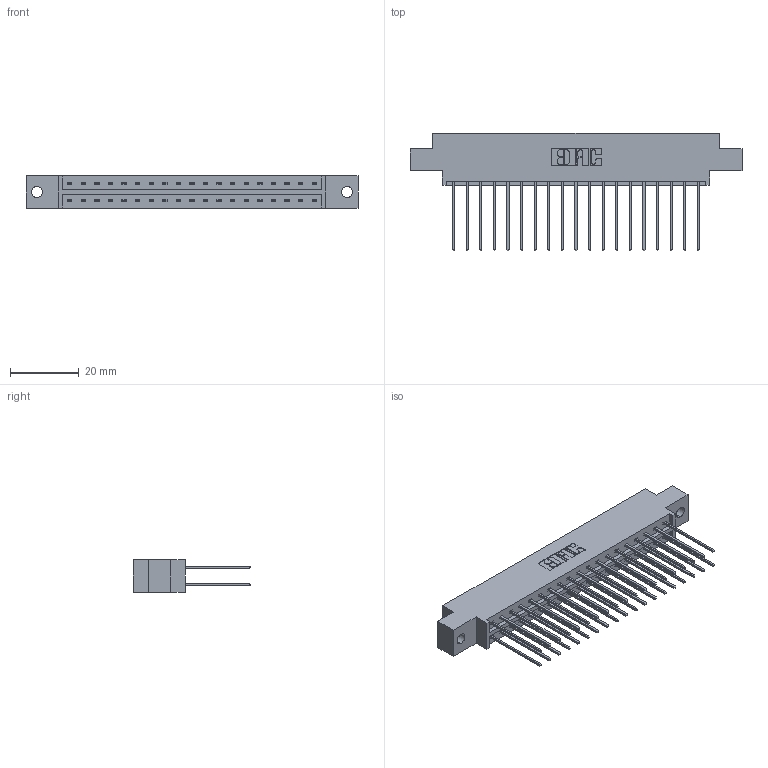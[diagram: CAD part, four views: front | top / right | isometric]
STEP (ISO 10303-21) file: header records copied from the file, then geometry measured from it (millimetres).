
FILE_DESCRIPTION (( 'STEP AP203' ), '1' );
FILE_NAME ('333-038-541-802.STEP', '2018-08-03T11:31:03', ( '' ), ( '' ), 'SwSTEP 2.0', 'SolidWorks 2016', '' );
FILE_SCHEMA (( 'CONFIG_CONTROL_DESIGN' ));
Length unit declared in the file: inch
Products named in the file (3): 333-038-541-802; 333 Part_Offset - .128 Dia; 345-292-001_345-293-141
Assembly tree (39 placements, depth 2):
  333-038-541-802
    333 Part_Offset - .128 Dia
    345-292-001_345-293-141  x38
Bounding box: 96.82 x 34.3 x 9.4 mm (x, y, z)
Volume: 9623.7 mm3; surface area: 12163.5 mm2
Topology: 39 solids, 39 shells, 2094 faces, 6213 edges, 4090 vertices
Faces by surface type: plane 1442, cylinder 652
Entity records: 15351 total; most frequent: CARTESIAN_POINT 2574, ORIENTED_EDGE 2510, DIRECTION 2239, EDGE_CURVE 1255, VECTOR 1127, LINE 1127, VERTEX_POINT 834, AXIS2_PLACEMENT_3D 556
